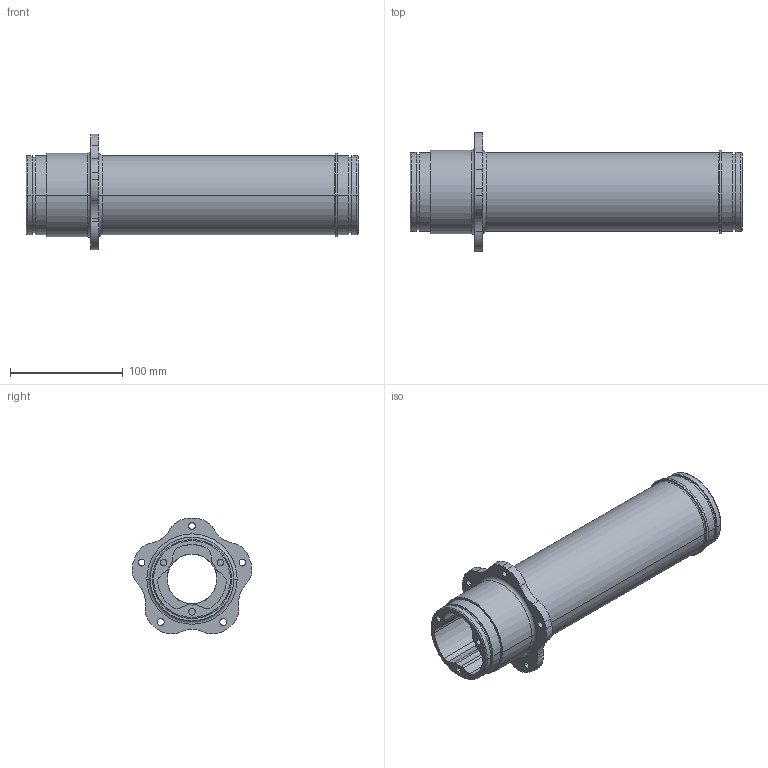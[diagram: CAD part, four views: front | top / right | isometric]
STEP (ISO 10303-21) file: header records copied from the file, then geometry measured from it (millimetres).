
FILE_DESCRIPTION(('CATIA V5 STEP Exchange'),'2;1');
FILE_NAME('Spool Al_QTY1(10-01-2020).stp','2020-01-10T05:23:36+00:00',('none'),('none'),'CATIA Version 5 Release 21 GA (IN-10)','CATIA V5 STEP AP203','none');
FILE_SCHEMA(('CONFIG_CONTROL_DESIGN'));
Length unit declared in the file: millimetre
Products named in the file (1): Part1
Bounding box: 294 x 105.67 x 102.6 mm (x, y, z)
Volume: 344148.4 mm3; surface area: 145286.2 mm2
Topology: 1 solids, 1 shells, 158 faces, 411 edges, 274 vertices
Faces by surface type: cylinder 79, extrusion 48, plane 21, torus 10
Entity records: 4978 total; most frequent: CARTESIAN_POINT 1387, ORIENTED_EDGE 822, DIRECTION 496, EDGE_CURVE 411, VERTEX_POINT 274, AXIS2_PLACEMENT_3D 254, EDGE_LOOP 189, CIRCLE 185
